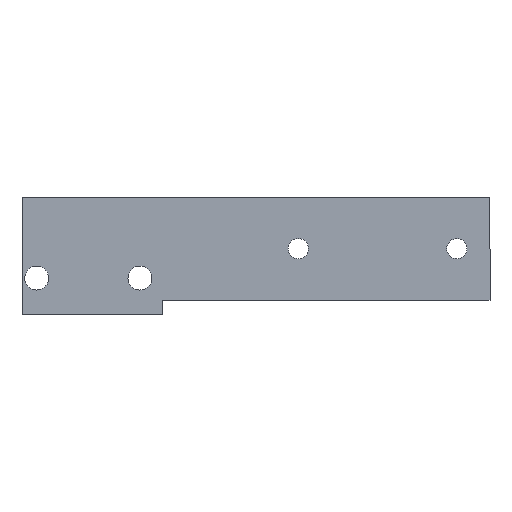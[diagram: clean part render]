
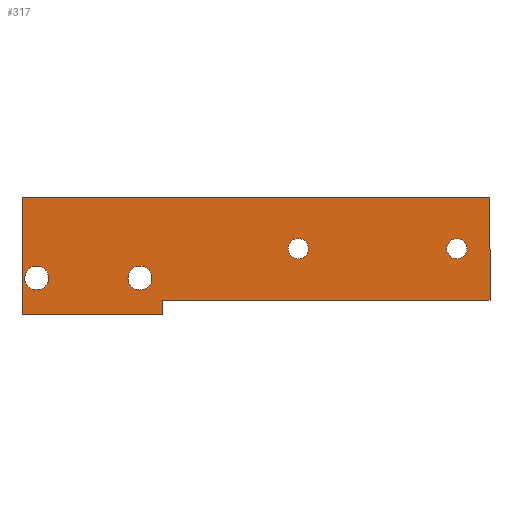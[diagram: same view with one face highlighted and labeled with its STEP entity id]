
A CAD part, top view. The second image highlights one B-rep face of the part: STEP entity #317.
In plain terms, the highlighted planar face has unit normal (0, 0, 1).
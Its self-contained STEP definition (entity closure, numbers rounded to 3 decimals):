
#4 = DIRECTION ( 'NONE',  ( 0., 0., 1. ) ) ;
#7 = DIRECTION ( 'NONE',  ( 0., 0., 1. ) ) ;
#8 = DIRECTION ( 'NONE',  ( 1., 0., 0. ) ) ;
#20 = CARTESIAN_POINT ( 'NONE',  ( 89., 28., 1. ) ) ;
#21 = VERTEX_POINT ( 'NONE', #128 ) ;
#24 = VERTEX_POINT ( 'NONE', #305 ) ;
#31 = CARTESIAN_POINT ( 'NONE',  ( 34.25, 14., 1. ) ) ;
#33 = CIRCLE ( 'NONE', #354, 2.75 ) ;
#35 = FACE_BOUND ( 'NONE', #474, .T. ) ;
#43 = EDGE_CURVE ( 'NONE', #107, #280, #492, .T. ) ;
#44 = DIRECTION ( 'NONE',  ( 0., 0., 1. ) ) ;
#47 = DIRECTION ( 'NONE',  ( 0., -1., 0. ) ) ;
#50 = CARTESIAN_POINT ( 'NONE',  ( 89., 0., 1. ) ) ;
#62 = ORIENTED_EDGE ( 'NONE', *, *, #43, .T. ) ;
#64 = CARTESIAN_POINT ( 'NONE',  ( -37.25, 6., 1. ) ) ;
#69 = EDGE_CURVE ( 'NONE', #74, #328, #308, .T. ) ;
#70 = CARTESIAN_POINT ( 'NONE',  ( 89., 0., 1. ) ) ;
#74 = VERTEX_POINT ( 'NONE', #274 ) ;
#75 = FACE_BOUND ( 'NONE', #197, .T. ) ;
#86 = DIRECTION ( 'NONE',  ( 1., 0., 0. ) ) ;
#88 = VECTOR ( 'NONE', #244, 1000. ) ;
#92 = DIRECTION ( 'NONE',  ( 0., 0., 1. ) ) ;
#94 = CARTESIAN_POINT ( 'NONE',  ( -38., 28., 1. ) ) ;
#96 = DIRECTION ( 'NONE',  ( 1., 0., 0. ) ) ;
#98 = VECTOR ( 'NONE', #47, 1000. ) ;
#101 = VERTEX_POINT ( 'NONE', #412 ) ;
#107 = VERTEX_POINT ( 'NONE', #20 ) ;
#109 = CARTESIAN_POINT ( 'NONE',  ( 0., -4., 1. ) ) ;
#111 = EDGE_CURVE ( 'NONE', #101, #283, #408, .T. ) ;
#114 = CARTESIAN_POINT ( 'NONE',  ( 77.25, 14., 1. ) ) ;
#121 = VERTEX_POINT ( 'NONE', #148 ) ;
#122 = CIRCLE ( 'NONE', #447, 3.25 ) ;
#128 = CARTESIAN_POINT ( 'NONE',  ( 82.75, 14., 1. ) ) ;
#132 = VECTOR ( 'NONE', #272, 1000. ) ;
#134 = CIRCLE ( 'NONE', #455, 2.75 ) ;
#135 = LINE ( 'NONE', #311, #251 ) ;
#148 = CARTESIAN_POINT ( 'NONE',  ( -38., -4., 1. ) ) ;
#151 = ORIENTED_EDGE ( 'NONE', *, *, #69, .F. ) ;
#154 = DIRECTION ( 'NONE',  ( 0., 1., 0. ) ) ;
#156 = VERTEX_POINT ( 'NONE', #64 ) ;
#163 = VERTEX_POINT ( 'NONE', #418 ) ;
#164 = DIRECTION ( 'NONE',  ( 0., 0., 1. ) ) ;
#165 = EDGE_LOOP ( 'NONE', ( #414, #190 ) ) ;
#173 = DIRECTION ( 'NONE',  ( 1., 0., 0. ) ) ;
#177 = DIRECTION ( 'NONE',  ( 1., 0., 0. ) ) ;
#184 = AXIS2_PLACEMENT_3D ( 'NONE', #560, #164, #339 ) ;
#189 = CARTESIAN_POINT ( 'NONE',  ( 37., 14., 1. ) ) ;
#190 = ORIENTED_EDGE ( 'NONE', *, *, #403, .F. ) ;
#193 = ORIENTED_EDGE ( 'NONE', *, *, #456, .T. ) ;
#197 = EDGE_LOOP ( 'NONE', ( #278, #234 ) ) ;
#206 = CIRCLE ( 'NONE', #530, 3.25 ) ;
#208 = EDGE_CURVE ( 'NONE', #504, #107, #377, .T. ) ;
#209 = FACE_BOUND ( 'NONE', #553, .T. ) ;
#217 = DIRECTION ( 'NONE',  ( 1., 0., 0. ) ) ;
#219 = EDGE_CURVE ( 'NONE', #121, #163, #506, .T. ) ;
#225 = CARTESIAN_POINT ( 'NONE',  ( -6., 6., 1. ) ) ;
#229 = EDGE_CURVE ( 'NONE', #378, #504, #468, .T. ) ;
#234 = ORIENTED_EDGE ( 'NONE', *, *, #532, .F. ) ;
#237 = ORIENTED_EDGE ( 'NONE', *, *, #432, .T. ) ;
#244 = DIRECTION ( 'NONE',  ( 1., 0., 0. ) ) ;
#245 = VERTEX_POINT ( 'NONE', #114 ) ;
#249 = FACE_BOUND ( 'NONE', #165, .T. ) ;
#251 = VECTOR ( 'NONE', #486, 1000. ) ;
#263 = LINE ( 'NONE', #440, #98 ) ;
#270 = DIRECTION ( 'NONE',  ( 1., 0., 0. ) ) ;
#272 = DIRECTION ( 'NONE',  ( -1., 0., 0. ) ) ;
#274 = CARTESIAN_POINT ( 'NONE',  ( -9.25, 6., 1. ) ) ;
#278 = ORIENTED_EDGE ( 'NONE', *, *, #413, .F. ) ;
#280 = VERTEX_POINT ( 'NONE', #475 ) ;
#283 = VERTEX_POINT ( 'NONE', #31 ) ;
#287 = DIRECTION ( 'NONE',  ( 1., 0., 0. ) ) ;
#299 = AXIS2_PLACEMENT_3D ( 'NONE', #225, #401, #8 ) ;
#305 = CARTESIAN_POINT ( 'NONE',  ( -30.75, 6., 1. ) ) ;
#307 = CARTESIAN_POINT ( 'NONE',  ( 80., 14., 1. ) ) ;
#308 = CIRCLE ( 'NONE', #330, 3.25 ) ;
#311 = CARTESIAN_POINT ( 'NONE',  ( 0., 0., 1. ) ) ;
#317 = ADVANCED_FACE ( 'NONE', ( #75, #249, #430, #35, #209 ), #387, .T. ) ;
#318 = CARTESIAN_POINT ( 'NONE',  ( -6., 6., 1. ) ) ;
#323 = CIRCLE ( 'NONE', #400, 2.75 ) ;
#328 = VERTEX_POINT ( 'NONE', #477 ) ;
#330 = AXIS2_PLACEMENT_3D ( 'NONE', #318, #493, #96 ) ;
#339 = DIRECTION ( 'NONE',  ( 1., 0., 0. ) ) ;
#354 = AXIS2_PLACEMENT_3D ( 'NONE', #307, #482, #86 ) ;
#364 = VECTOR ( 'NONE', #154, 1000. ) ;
#367 = DIRECTION ( 'NONE',  ( 0., 0., 1. ) ) ;
#374 = ORIENTED_EDGE ( 'NONE', *, *, #489, .F. ) ;
#377 = LINE ( 'NONE', #552, #364 ) ;
#378 = VERTEX_POINT ( 'NONE', #522 ) ;
#381 = AXIS2_PLACEMENT_3D ( 'NONE', #189, #367, #543 ) ;
#387 = PLANE ( 'NONE',  #184 ) ;
#394 = CARTESIAN_POINT ( 'NONE',  ( -34., 6., 1. ) ) ;
#399 = CARTESIAN_POINT ( 'NONE',  ( 37., 14., 1. ) ) ;
#400 = AXIS2_PLACEMENT_3D ( 'NONE', #399, #7, #177 ) ;
#401 = DIRECTION ( 'NONE',  ( 0., 0., 1. ) ) ;
#403 = EDGE_CURVE ( 'NONE', #21, #245, #134, .T. ) ;
#408 = CIRCLE ( 'NONE', #381, 2.75 ) ;
#412 = CARTESIAN_POINT ( 'NONE',  ( 39.75, 14., 1. ) ) ;
#413 = EDGE_CURVE ( 'NONE', #156, #24, #206, .T. ) ;
#414 = ORIENTED_EDGE ( 'NONE', *, *, #424, .F. ) ;
#417 = ORIENTED_EDGE ( 'NONE', *, *, #219, .T. ) ;
#418 = CARTESIAN_POINT ( 'NONE',  ( 0., -4., 1. ) ) ;
#424 = EDGE_CURVE ( 'NONE', #245, #21, #33, .T. ) ;
#430 = FACE_OUTER_BOUND ( 'NONE', #463, .T. ) ;
#432 = EDGE_CURVE ( 'NONE', #280, #121, #263, .T. ) ;
#438 = CARTESIAN_POINT ( 'NONE',  ( 80., 14., 1. ) ) ;
#440 = CARTESIAN_POINT ( 'NONE',  ( -38., -4., 1. ) ) ;
#441 = VECTOR ( 'NONE', #287, 1000. ) ;
#447 = AXIS2_PLACEMENT_3D ( 'NONE', #490, #92, #270 ) ;
#455 = AXIS2_PLACEMENT_3D ( 'NONE', #438, #44, #217 ) ;
#456 = EDGE_CURVE ( 'NONE', #163, #378, #135, .T. ) ;
#460 = ORIENTED_EDGE ( 'NONE', *, *, #208, .T. ) ;
#463 = EDGE_LOOP ( 'NONE', ( #544, #460, #62, #237, #417, #193 ) ) ;
#468 = LINE ( 'NONE', #70, #88 ) ;
#474 = EDGE_LOOP ( 'NONE', ( #374, #548 ) ) ;
#475 = CARTESIAN_POINT ( 'NONE',  ( -38., 28., 1. ) ) ;
#477 = CARTESIAN_POINT ( 'NONE',  ( -2.75, 6., 1. ) ) ;
#482 = DIRECTION ( 'NONE',  ( 0., 0., 1. ) ) ;
#486 = DIRECTION ( 'NONE',  ( 0., 1., 0. ) ) ;
#489 = EDGE_CURVE ( 'NONE', #283, #101, #323, .T. ) ;
#490 = CARTESIAN_POINT ( 'NONE',  ( -34., 6., 1. ) ) ;
#492 = LINE ( 'NONE', #94, #132 ) ;
#493 = DIRECTION ( 'NONE',  ( 0., 0., 1. ) ) ;
#501 = ORIENTED_EDGE ( 'NONE', *, *, #512, .F. ) ;
#504 = VERTEX_POINT ( 'NONE', #50 ) ;
#506 = LINE ( 'NONE', #109, #441 ) ;
#512 = EDGE_CURVE ( 'NONE', #328, #74, #546, .T. ) ;
#522 = CARTESIAN_POINT ( 'NONE',  ( 0., 0., 1. ) ) ;
#530 = AXIS2_PLACEMENT_3D ( 'NONE', #394, #4, #173 ) ;
#532 = EDGE_CURVE ( 'NONE', #24, #156, #122, .T. ) ;
#543 = DIRECTION ( 'NONE',  ( 1., 0., 0. ) ) ;
#544 = ORIENTED_EDGE ( 'NONE', *, *, #229, .T. ) ;
#546 = CIRCLE ( 'NONE', #299, 3.25 ) ;
#548 = ORIENTED_EDGE ( 'NONE', *, *, #111, .F. ) ;
#552 = CARTESIAN_POINT ( 'NONE',  ( 89., 28., 1. ) ) ;
#553 = EDGE_LOOP ( 'NONE', ( #151, #501 ) ) ;
#560 = CARTESIAN_POINT ( 'NONE',  ( 0., 0., 1. ) ) ;
